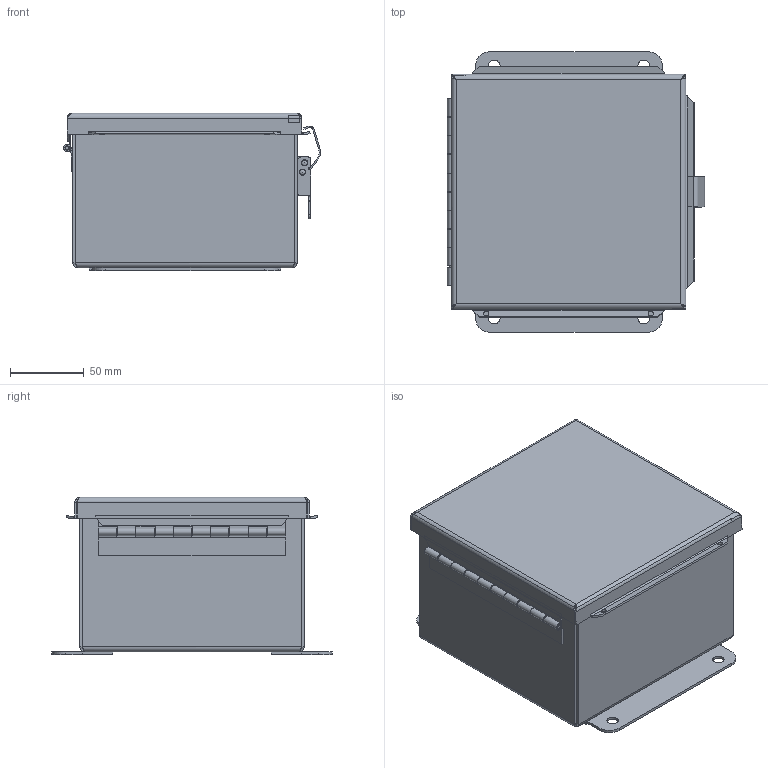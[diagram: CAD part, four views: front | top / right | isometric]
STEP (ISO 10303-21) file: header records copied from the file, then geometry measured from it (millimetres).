
FILE_DESCRIPTION(/* description */ ('JIC-CHINGE-QR-6X6X4'),/* implementation_level */ '2;1');
FILE_NAME(/* name */ 'B060604CHQR.stp',/* time_stamp */ '2021-10-23T15:57:14-05:00',/* author */ ('dnichola'),/* organization */ (''),/* preprocessor_version */ 'ST-DEVELOPER v18',/* originating_system */ 'Autodesk Inventor 2020',/* authorisation */ '');
FILE_SCHEMA (('AUTOMOTIVE_DESIGN { 1 0 10303 214 3 1 1 }'));
Length unit declared in the file: inch
Products named in the file (17): B060604CHQR; 3499; 3482; B_060604_BKP; 328120; 328120LH; 328120P; 328120TH; 316161; 38811; B_0606CH_LID; 35011; PART1; PART2; PART3; PART4; PART5
Assembly tree (21 placements, depth 3):
  B060604CHQR
    3499  x4
    3482  x2
    B_060604_BKP
    328120
      328120LH
      328120P
      328120TH
    316161  x2
    38811
    B_0606CH_LID
    35011
      PART1
      PART2
      PART3
      PART4
      PART5
Bounding box: 174.74 x 190.5 x 107.1 mm (x, y, z)
Volume: 258778.8 mm3; surface area: 315725 mm2
Topology: 19 solids, 19 shells, 447 faces, 1105 edges, 701 vertices
Faces by surface type: plane 278, cylinder 116, bspline 50, torus 2, cone 1
Full cylindrical faces by diameter (mm): 2.54 x1, 2.957 x10, 3.454 x2, 3.556 x2, 3.946 x6, 3.962 x4, 4.286 x4, 4.826 x1, 6.35 x1, 7.62 x4, 7.874 x4, 15.875 x4
Entity records: 13347 total; most frequent: CARTESIAN_POINT 3176, ORIENTED_EDGE 1932, DIRECTION 1867, EDGE_CURVE 966, LINE 705, VECTOR 705, VERTEX_POINT 609, AXIS2_PLACEMENT_3D 581
